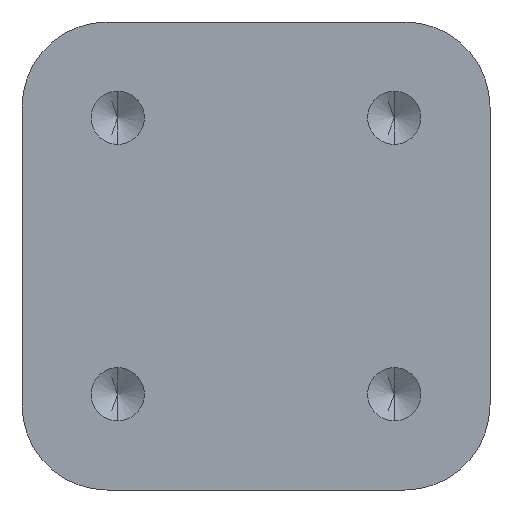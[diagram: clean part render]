
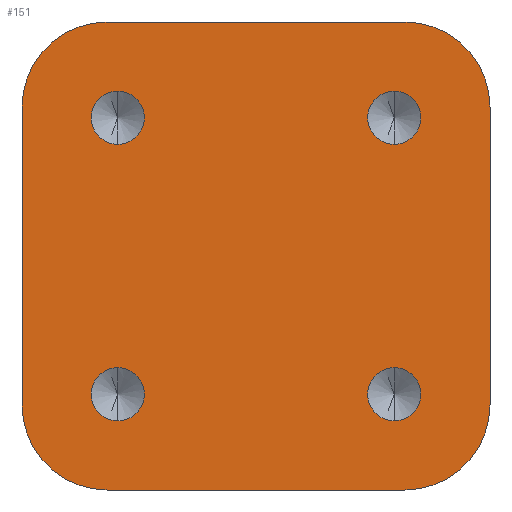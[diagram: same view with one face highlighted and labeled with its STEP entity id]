
A CAD part, front view. The second image highlights one B-rep face of the part: STEP entity #151.
In plain terms, the highlighted planar face has unit normal (0, -1, 0).
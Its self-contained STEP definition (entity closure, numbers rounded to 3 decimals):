
#9 = EDGE_CURVE ( 'NONE', #335, #463, #352, .T. ) ;
#13 = CIRCLE ( 'NONE', #609, 2.5 ) ;
#18 = VERTEX_POINT ( 'NONE', #628 ) ;
#27 = VECTOR ( 'NONE', #254, 1000. ) ;
#29 = EDGE_CURVE ( 'NONE', #683, #95, #327, .T. ) ;
#31 = EDGE_LOOP ( 'NONE', ( #581, #308 ) ) ;
#34 = DIRECTION ( 'NONE',  ( 0., -1., 0. ) ) ;
#39 = ORIENTED_EDGE ( 'NONE', *, *, #162, .F. ) ;
#50 = LINE ( 'NONE', #263, #608 ) ;
#59 = CIRCLE ( 'NONE', #684, 8. ) ;
#68 = VERTEX_POINT ( 'NONE', #69 ) ;
#69 = CARTESIAN_POINT ( 'NONE',  ( 21.999, 0., -10.696 ) ) ;
#70 = DIRECTION ( 'NONE',  ( 0., -1., 0. ) ) ;
#83 = AXIS2_PLACEMENT_3D ( 'NONE', #558, #825, #361 ) ;
#85 = CIRCLE ( 'NONE', #487, 2.5 ) ;
#87 = AXIS2_PLACEMENT_3D ( 'NONE', #525, #302, #226 ) ;
#95 = VERTEX_POINT ( 'NONE', #769 ) ;
#100 = DIRECTION ( 'NONE',  ( 0., 0., 1. ) ) ;
#102 = CARTESIAN_POINT ( 'NONE',  ( -13.001, 0., 18.804 ) ) ;
#116 = FACE_OUTER_BOUND ( 'NONE', #638, .T. ) ;
#122 = CARTESIAN_POINT ( 'NONE',  ( -14.001, 0., -18.696 ) ) ;
#125 = ORIENTED_EDGE ( 'NONE', *, *, #896, .F. ) ;
#137 = DIRECTION ( 'NONE',  ( 0., 0., -1. ) ) ;
#143 = FACE_BOUND ( 'NONE', #31, .T. ) ;
#151 = ADVANCED_FACE ( 'NONE', ( #562, #499, #143, #810, #116 ), #189, .F. ) ;
#157 = ORIENTED_EDGE ( 'NONE', *, *, #553, .F. ) ;
#162 = EDGE_CURVE ( 'NONE', #250, #722, #50, .T. ) ;
#166 = CARTESIAN_POINT ( 'NONE',  ( 12.999, 0., 16.304 ) ) ;
#171 = ORIENTED_EDGE ( 'NONE', *, *, #619, .F. ) ;
#183 = CIRCLE ( 'NONE', #415, 2.5 ) ;
#184 = ORIENTED_EDGE ( 'NONE', *, *, #321, .F. ) ;
#187 = DIRECTION ( 'NONE',  ( 0., 0., 1. ) ) ;
#189 = PLANE ( 'NONE',  #507 ) ;
#191 = VERTEX_POINT ( 'NONE', #543 ) ;
#203 = CARTESIAN_POINT ( 'NONE',  ( -13.001, 0., -9.696 ) ) ;
#214 = AXIS2_PLACEMENT_3D ( 'NONE', #456, #843, #716 ) ;
#226 = DIRECTION ( 'NONE',  ( 0., 0., -1. ) ) ;
#230 = CARTESIAN_POINT ( 'NONE',  ( 13.999, 0., 25.304 ) ) ;
#250 = VERTEX_POINT ( 'NONE', #471 ) ;
#251 = EDGE_CURVE ( 'NONE', #549, #18, #59, .T. ) ;
#252 = AXIS2_PLACEMENT_3D ( 'NONE', #454, #373, #187 ) ;
#254 = DIRECTION ( 'NONE',  ( 0., 0., -1. ) ) ;
#258 = DIRECTION ( 'NONE',  ( -1., 0., 0. ) ) ;
#263 = CARTESIAN_POINT ( 'NONE',  ( -22.001, 0., -18.696 ) ) ;
#265 = CARTESIAN_POINT ( 'NONE',  ( 13.999, 0., -10.696 ) ) ;
#278 = AXIS2_PLACEMENT_3D ( 'NONE', #265, #817, #546 ) ;
#282 = CARTESIAN_POINT ( 'NONE',  ( -13.001, 0., 16.304 ) ) ;
#287 = DIRECTION ( 'NONE',  ( 1., 0., 0. ) ) ;
#297 = CARTESIAN_POINT ( 'NONE',  ( -22.001, 0., -10.696 ) ) ;
#302 = DIRECTION ( 'NONE',  ( 0., -1., 0. ) ) ;
#308 = ORIENTED_EDGE ( 'NONE', *, *, #401, .F. ) ;
#315 = VERTEX_POINT ( 'NONE', #563 ) ;
#321 = EDGE_CURVE ( 'NONE', #191, #315, #13, .T. ) ;
#323 = DIRECTION ( 'NONE',  ( 0., -1., 0. ) ) ;
#324 = EDGE_CURVE ( 'NONE', #601, #735, #183, .T. ) ;
#327 = CIRCLE ( 'NONE', #626, 2.5 ) ;
#331 = CIRCLE ( 'NONE', #278, 8. ) ;
#335 = VERTEX_POINT ( 'NONE', #102 ) ;
#344 = ORIENTED_EDGE ( 'NONE', *, *, #520, .F. ) ;
#345 = AXIS2_PLACEMENT_3D ( 'NONE', #282, #761, #137 ) ;
#352 = CIRCLE ( 'NONE', #83, 2.5 ) ;
#355 = DIRECTION ( 'NONE',  ( 0., 0., -1. ) ) ;
#357 = CARTESIAN_POINT ( 'NONE',  ( -22.001, 0., -18.696 ) ) ;
#358 = DIRECTION ( 'NONE',  ( 0., 0., -1. ) ) ;
#361 = DIRECTION ( 'NONE',  ( 0., 0., -1. ) ) ;
#370 = CIRCLE ( 'NONE', #252, 8. ) ;
#373 = DIRECTION ( 'NONE',  ( 0., -1., 0. ) ) ;
#397 = CARTESIAN_POINT ( 'NONE',  ( -14.001, 0., 17.304 ) ) ;
#401 = EDGE_CURVE ( 'NONE', #735, #601, #85, .T. ) ;
#408 = CARTESIAN_POINT ( 'NONE',  ( 12.999, 0., -7.196 ) ) ;
#415 = AXIS2_PLACEMENT_3D ( 'NONE', #701, #834, #355 ) ;
#420 = ORIENTED_EDGE ( 'NONE', *, *, #9, .F. ) ;
#422 = VECTOR ( 'NONE', #627, 1000. ) ;
#448 = EDGE_LOOP ( 'NONE', ( #184, #878 ) ) ;
#454 = CARTESIAN_POINT ( 'NONE',  ( 13.999, 0., 17.304 ) ) ;
#456 = CARTESIAN_POINT ( 'NONE',  ( -13.001, 0., -9.696 ) ) ;
#461 = ORIENTED_EDGE ( 'NONE', *, *, #251, .T. ) ;
#463 = VERTEX_POINT ( 'NONE', #699 ) ;
#471 = CARTESIAN_POINT ( 'NONE',  ( 13.999, 0., -18.696 ) ) ;
#476 = CARTESIAN_POINT ( 'NONE',  ( 0., 0., 0. ) ) ;
#487 = AXIS2_PLACEMENT_3D ( 'NONE', #516, #34, #590 ) ;
#492 = EDGE_CURVE ( 'NONE', #583, #18, #890, .T. ) ;
#498 = CARTESIAN_POINT ( 'NONE',  ( -14.001, 0., 25.304 ) ) ;
#499 = FACE_BOUND ( 'NONE', #448, .T. ) ;
#507 = AXIS2_PLACEMENT_3D ( 'NONE', #476, #882, #737 ) ;
#508 = CARTESIAN_POINT ( 'NONE',  ( 12.999, 0., -12.196 ) ) ;
#516 = CARTESIAN_POINT ( 'NONE',  ( 12.999, 0., -9.696 ) ) ;
#517 = CARTESIAN_POINT ( 'NONE',  ( 21.999, 0., -18.696 ) ) ;
#518 = CARTESIAN_POINT ( 'NONE',  ( -14.001, 0., -10.696 ) ) ;
#520 = EDGE_CURVE ( 'NONE', #463, #335, #720, .T. ) ;
#525 = CARTESIAN_POINT ( 'NONE',  ( 12.999, 0., 16.304 ) ) ;
#531 = ORIENTED_EDGE ( 'NONE', *, *, #492, .F. ) ;
#538 = ORIENTED_EDGE ( 'NONE', *, *, #640, .T. ) ;
#541 = EDGE_LOOP ( 'NONE', ( #658, #171 ) ) ;
#543 = CARTESIAN_POINT ( 'NONE',  ( 12.999, 0., 13.804 ) ) ;
#546 = DIRECTION ( 'NONE',  ( 0., 0., 1. ) ) ;
#549 = VERTEX_POINT ( 'NONE', #498 ) ;
#553 = EDGE_CURVE ( 'NONE', #549, #839, #695, .T. ) ;
#558 = CARTESIAN_POINT ( 'NONE',  ( -13.001, 0., 16.304 ) ) ;
#560 = DIRECTION ( 'NONE',  ( 0., 0., -1. ) ) ;
#561 = CARTESIAN_POINT ( 'NONE',  ( -22.001, 0., 25.304 ) ) ;
#562 = FACE_BOUND ( 'NONE', #598, .T. ) ;
#563 = CARTESIAN_POINT ( 'NONE',  ( 12.999, 0., 18.804 ) ) ;
#573 = AXIS2_PLACEMENT_3D ( 'NONE', #518, #582, #100 ) ;
#579 = VECTOR ( 'NONE', #287, 1000. ) ;
#580 = EDGE_CURVE ( 'NONE', #315, #191, #876, .T. ) ;
#581 = ORIENTED_EDGE ( 'NONE', *, *, #324, .F. ) ;
#582 = DIRECTION ( 'NONE',  ( 0., -1., 0. ) ) ;
#583 = VERTEX_POINT ( 'NONE', #297 ) ;
#590 = DIRECTION ( 'NONE',  ( 0., 0., -1. ) ) ;
#598 = EDGE_LOOP ( 'NONE', ( #344, #420 ) ) ;
#601 = VERTEX_POINT ( 'NONE', #508 ) ;
#608 = VECTOR ( 'NONE', #258, 1000. ) ;
#609 = AXIS2_PLACEMENT_3D ( 'NONE', #166, #70, #560 ) ;
#619 = EDGE_CURVE ( 'NONE', #95, #683, #807, .T. ) ;
#620 = ORIENTED_EDGE ( 'NONE', *, *, #808, .T. ) ;
#626 = AXIS2_PLACEMENT_3D ( 'NONE', #203, #760, #358 ) ;
#627 = DIRECTION ( 'NONE',  ( 0., 0., 1. ) ) ;
#628 = CARTESIAN_POINT ( 'NONE',  ( -22.001, 0., 17.304 ) ) ;
#638 = EDGE_LOOP ( 'NONE', ( #157, #461, #531, #538, #39, #620, #125, #751 ) ) ;
#639 = CIRCLE ( 'NONE', #573, 8. ) ;
#640 = EDGE_CURVE ( 'NONE', #583, #722, #639, .T. ) ;
#644 = VERTEX_POINT ( 'NONE', #847 ) ;
#658 = ORIENTED_EDGE ( 'NONE', *, *, #29, .F. ) ;
#683 = VERTEX_POINT ( 'NONE', #796 ) ;
#684 = AXIS2_PLACEMENT_3D ( 'NONE', #397, #323, #873 ) ;
#695 = LINE ( 'NONE', #561, #579 ) ;
#699 = CARTESIAN_POINT ( 'NONE',  ( -13.001, 0., 13.804 ) ) ;
#701 = CARTESIAN_POINT ( 'NONE',  ( 12.999, 0., -9.696 ) ) ;
#716 = DIRECTION ( 'NONE',  ( 0., 0., -1. ) ) ;
#720 = CIRCLE ( 'NONE', #345, 2.5 ) ;
#722 = VERTEX_POINT ( 'NONE', #122 ) ;
#735 = VERTEX_POINT ( 'NONE', #408 ) ;
#737 = DIRECTION ( 'NONE',  ( 0., 0., 1. ) ) ;
#751 = ORIENTED_EDGE ( 'NONE', *, *, #863, .T. ) ;
#760 = DIRECTION ( 'NONE',  ( 0., -1., 0. ) ) ;
#761 = DIRECTION ( 'NONE',  ( 0., -1., 0. ) ) ;
#769 = CARTESIAN_POINT ( 'NONE',  ( -13.001, 0., -7.196 ) ) ;
#796 = CARTESIAN_POINT ( 'NONE',  ( -13.001, 0., -12.196 ) ) ;
#807 = CIRCLE ( 'NONE', #214, 2.5 ) ;
#808 = EDGE_CURVE ( 'NONE', #250, #68, #331, .T. ) ;
#810 = FACE_BOUND ( 'NONE', #541, .T. ) ;
#817 = DIRECTION ( 'NONE',  ( 0., -1., 0. ) ) ;
#825 = DIRECTION ( 'NONE',  ( 0., -1., 0. ) ) ;
#834 = DIRECTION ( 'NONE',  ( 0., -1., 0. ) ) ;
#839 = VERTEX_POINT ( 'NONE', #230 ) ;
#843 = DIRECTION ( 'NONE',  ( 0., -1., 0. ) ) ;
#847 = CARTESIAN_POINT ( 'NONE',  ( 21.999, 0., 17.304 ) ) ;
#850 = LINE ( 'NONE', #517, #27 ) ;
#863 = EDGE_CURVE ( 'NONE', #644, #839, #370, .T. ) ;
#873 = DIRECTION ( 'NONE',  ( 0., 0., 1. ) ) ;
#876 = CIRCLE ( 'NONE', #87, 2.5 ) ;
#878 = ORIENTED_EDGE ( 'NONE', *, *, #580, .F. ) ;
#882 = DIRECTION ( 'NONE',  ( 0., 1., 0. ) ) ;
#890 = LINE ( 'NONE', #357, #422 ) ;
#896 = EDGE_CURVE ( 'NONE', #644, #68, #850, .T. ) ;
